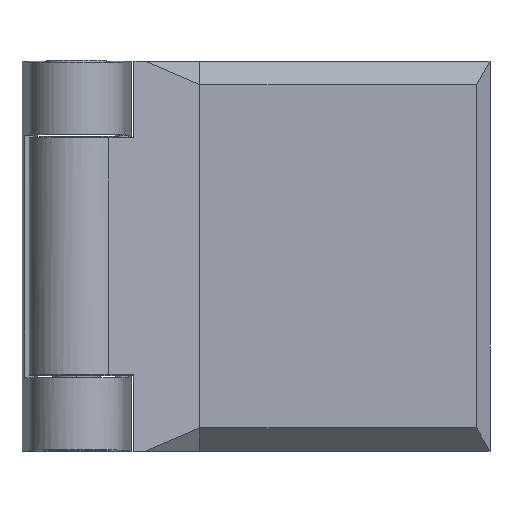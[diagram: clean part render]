
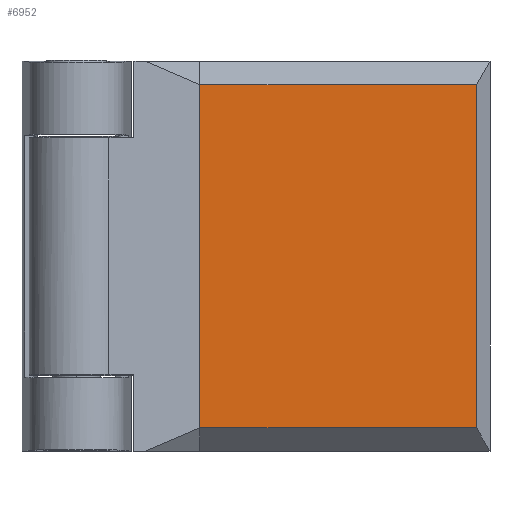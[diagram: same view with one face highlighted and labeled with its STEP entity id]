
A CAD part, top view. The second image highlights one B-rep face of the part: STEP entity #6952.
In plain terms, the highlighted planar face has unit normal (0, 0, 1).
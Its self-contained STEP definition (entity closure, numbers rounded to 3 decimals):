
#51 = LINE ( 'NONE', #3940, #4606 ) ;
#89 = DIRECTION ( 'NONE',  ( 1., 0., 0. ) ) ;
#717 = LINE ( 'NONE', #7386, #10118 ) ;
#842 = EDGE_CURVE ( 'NONE', #1677, #4127, #717, .T. ) ;
#896 = DIRECTION ( 'NONE',  ( 0., -1., 0. ) ) ;
#1294 = DIRECTION ( 'NONE',  ( 1., 0., 0. ) ) ;
#1484 = PLANE ( 'NONE',  #7377 ) ;
#1677 = VERTEX_POINT ( 'NONE', #2692 ) ;
#2096 = EDGE_LOOP ( 'NONE', ( #3475, #8112, #2287, #2257 ) ) ;
#2257 = ORIENTED_EDGE ( 'NONE', *, *, #2620, .T. ) ;
#2287 = ORIENTED_EDGE ( 'NONE', *, *, #5779, .T. ) ;
#2620 = EDGE_CURVE ( 'NONE', #7277, #5970, #6879, .T. ) ;
#2692 = CARTESIAN_POINT ( 'NONE',  ( 15.8, 22., 6.5 ) ) ;
#2996 = EDGE_CURVE ( 'NONE', #4127, #5970, #12007, .T. ) ;
#3238 = DIRECTION ( 'NONE',  ( 0., 0., 1. ) ) ;
#3475 = ORIENTED_EDGE ( 'NONE', *, *, #2996, .F. ) ;
#3940 = CARTESIAN_POINT ( 'NONE',  ( 15.8, -17.5, 6.5 ) ) ;
#4127 = VERTEX_POINT ( 'NONE', #11504 ) ;
#4606 = VECTOR ( 'NONE', #9600, 1000. ) ;
#4797 = CARTESIAN_POINT ( 'NONE',  ( 29.182, -22., 6.5 ) ) ;
#5779 = EDGE_CURVE ( 'NONE', #1677, #7277, #51, .T. ) ;
#5954 = VECTOR ( 'NONE', #89, 1000. ) ;
#5970 = VERTEX_POINT ( 'NONE', #9343 ) ;
#6339 = VECTOR ( 'NONE', #896, 1000. ) ;
#6446 = CARTESIAN_POINT ( 'NONE',  ( 51.268, 25., 6.5 ) ) ;
#6512 = DIRECTION ( 'NONE',  ( 1., 0., 0. ) ) ;
#6879 = LINE ( 'NONE', #4797, #5954 ) ;
#6952 = ADVANCED_FACE ( 'NONE', ( #9836 ), #1484, .T. ) ;
#7139 = CARTESIAN_POINT ( 'NONE',  ( 29.182, -17.5, 6.5 ) ) ;
#7277 = VERTEX_POINT ( 'NONE', #11817 ) ;
#7377 = AXIS2_PLACEMENT_3D ( 'NONE', #7139, #3238, #1294 ) ;
#7386 = CARTESIAN_POINT ( 'NONE',  ( 53.1, 22., 6.5 ) ) ;
#8112 = ORIENTED_EDGE ( 'NONE', *, *, #842, .F. ) ;
#9343 = CARTESIAN_POINT ( 'NONE',  ( 51.268, -22., 6.5 ) ) ;
#9600 = DIRECTION ( 'NONE',  ( 0., -1., 0. ) ) ;
#9836 = FACE_OUTER_BOUND ( 'NONE', #2096, .T. ) ;
#10118 = VECTOR ( 'NONE', #6512, 1000. ) ;
#11504 = CARTESIAN_POINT ( 'NONE',  ( 51.268, 22., 6.5 ) ) ;
#11817 = CARTESIAN_POINT ( 'NONE',  ( 15.8, -22., 6.5 ) ) ;
#12007 = LINE ( 'NONE', #6446, #6339 ) ;
